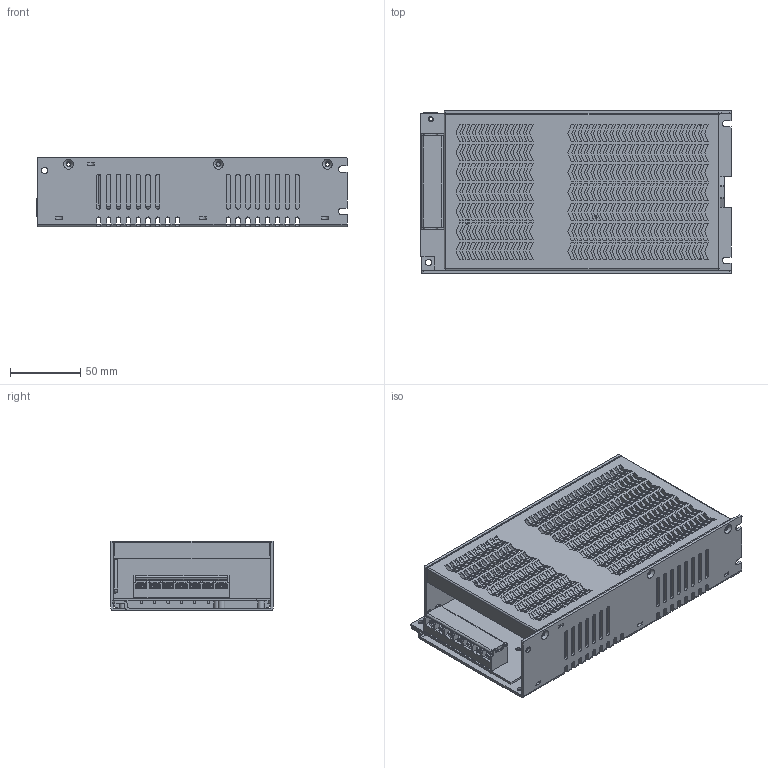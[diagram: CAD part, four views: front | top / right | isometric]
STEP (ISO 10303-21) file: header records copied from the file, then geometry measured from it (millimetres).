
FILE_DESCRIPTION(/* description */ (''),/* implementation_level */ '2;1');
FILE_NAME(/* name */ 'MPZ-200W.stp',/* time_stamp */ '2023-07-21T15:58:32+08:00',/* author */ (''),/* organization */ (''),/* preprocessor_version */ 'ST-DEVELOPER v19.3',/* originating_system */ 'SIEMENS PLM Software NX2212.3001',/* authorisation */ '');
FILE_SCHEMA (('AP203_CONFIGURATION_CONTROLLED_3D_DESIGN_OF_MECHANICAL_PARTS_AND_ASSEMBLIES_MIM_LF { 1 0 10303 403 2 1 2}'));
Products named in the file (6): MPS-200-A01P01; A01J1DZP0000010; 铆钉; A04WJJSK0000022; A04WJJSK0000023; MPZ-200W_stp
Assembly tree (9 placements, depth 2):
  MPZ-200W_stp
    A04WJJSK0000023
    A04WJJSK0000022
    铆钉  x5
    A01J1DZP0000010
    MPS-200-A01P01
Bounding box: 220.5 x 115.5 x 49.5 mm (x, y, z)
Volume: 152310.3 mm3; surface area: 204280.9 mm2
Topology: 9 solids, 9 shells, 2948 faces, 9342 edges, 6383 vertices
Faces by surface type: plane 2383, cylinder 475, cone 46, torus 36, bspline 4, sphere 4
Full cylindrical faces by diameter (mm): 2.5 x10, 2.6 x6, 3.4 x11, 3.6 x2, 3.7 x2, 4.5 x2, 4.8 x10
Entity records: 105220 total; most frequent: CARTESIAN_POINT 22991, ORIENTED_EDGE 18338, DIRECTION 14818, EDGE_CURVE 9169, LINE 6614, VECTOR 6614, VERTEX_POINT 6301, AXIS2_PLACEMENT_3D 4102
